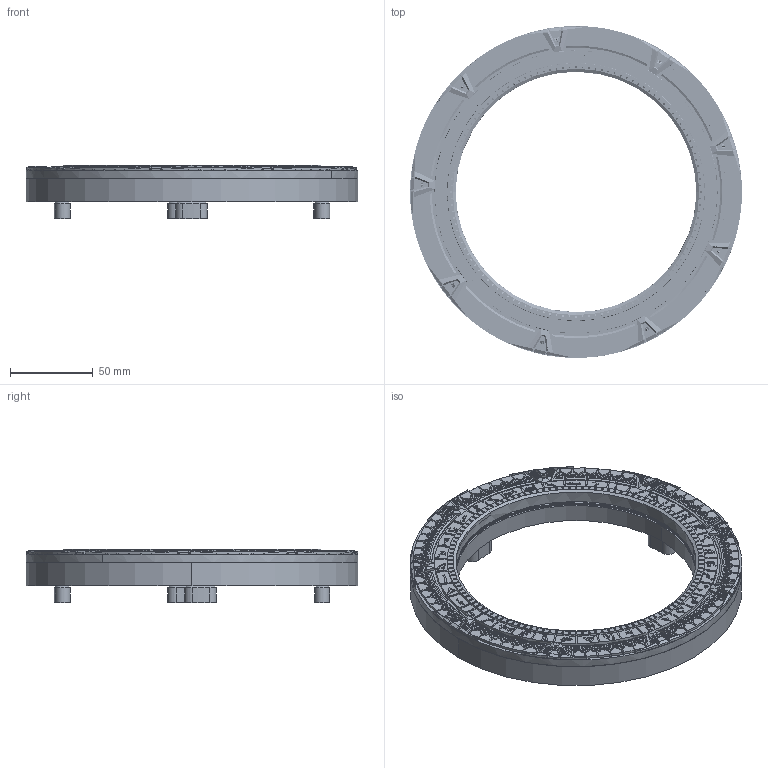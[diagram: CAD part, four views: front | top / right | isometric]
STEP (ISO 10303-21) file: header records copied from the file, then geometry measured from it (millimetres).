
FILE_DESCRIPTION((''),'2;1');
FILE_NAME('YYY_-_IRIS_RIG_2_ASM','2021-02-11T12:48:36',('z003x82f'),('Siemens Mobility GmbH'),'CREO PARAMETRIC BY PTC INC, 2020184','CREO PARAMETRIC BY PTC INC, 2020184','');
FILE_SCHEMA(('CONFIG_CONTROL_DESIGN'));
Length unit declared in the file: millimetre
Products named in the file (8): YYY_-_IRIS_RIG_2_SKEL; YYY_-_IRIS_RIG_1; YYY_-_IRIS_RIG_2; YYY_-_IRIS_RIG_4; YYY_-_IRIS_RIG_3; XXX_-_IRIS_RIG_5; YYY_-_IRIS_RIG_6; YYY_-_IRIS_RIG_2_ASM
Assembly tree (52 placements, depth 2):
  YYY_-_IRIS_RIG_2_ASM
    YYY_-_IRIS_RIG_2_SKEL
    YYY_-_IRIS_RIG_1
    YYY_-_IRIS_RIG_2
    YYY_-_IRIS_RIG_4  x4
    YYY_-_IRIS_RIG_3  x22
    XXX_-_IRIS_RIG_5  x22
    YYY_-_IRIS_RIG_6
Bounding box: 200 x 200 x 32 mm (x, y, z)
Volume: 233660.9 mm3; surface area: 219381.8 mm2
Topology: 51 solids, 60 shells, 6644 faces, 18088 edges, 11916 vertices
Faces by surface type: plane 3935, cylinder 1942, extrusion 510, cone 257
Entity records: 187383 total; most frequent: CARTESIAN_POINT 41642, ORIENTED_EDGE 31364, DIRECTION 28202, EDGE_CURVE 15682, VECTOR 11262, LINE 10752, VERTEX_POINT 10323, AXIS2_PLACEMENT_3D 8470
